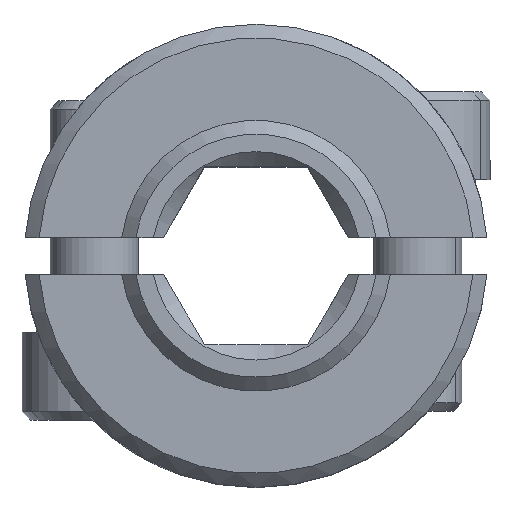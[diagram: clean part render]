
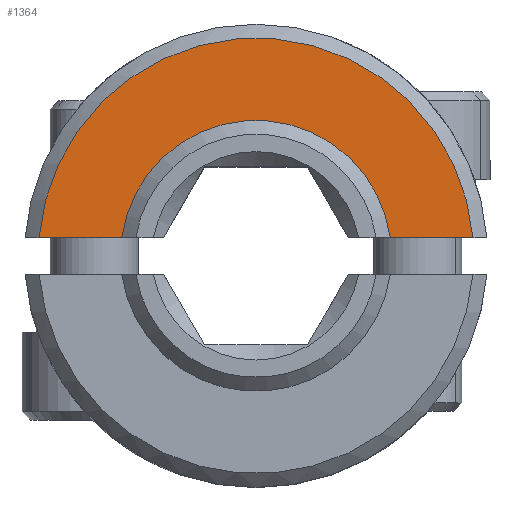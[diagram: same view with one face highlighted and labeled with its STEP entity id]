
A CAD part, top view. The second image highlights one B-rep face of the part: STEP entity #1364.
In plain terms, the highlighted planar face has unit normal (0, 0, 1).
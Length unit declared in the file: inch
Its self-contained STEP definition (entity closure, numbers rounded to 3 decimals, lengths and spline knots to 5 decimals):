
#9 = DIRECTION ( 'NONE',  ( 0., 0., 1. ) ) ;
#36 = AXIS2_PLACEMENT_3D ( 'NONE', #317, #9, #614 ) ;
#103 = CIRCLE ( 'NONE', #270, 0.2925 ) ;
#140 = CARTESIAN_POINT ( 'NONE',  ( -0.46835, 0.03937, 0.47 ) ) ;
#265 = CARTESIAN_POINT ( 'NONE',  ( -0.28984, 0.03937, 0.47 ) ) ;
#270 = AXIS2_PLACEMENT_3D ( 'NONE', #429, #1320, #1634 ) ;
#282 = FACE_OUTER_BOUND ( 'NONE', #1315, .T. ) ;
#303 = CIRCLE ( 'NONE', #36, 0.47 ) ;
#317 = CARTESIAN_POINT ( 'NONE',  ( 0., 0., 0.47 ) ) ;
#429 = CARTESIAN_POINT ( 'NONE',  ( 0., 0., 0.47 ) ) ;
#488 = EDGE_CURVE ( 'NONE', #1150, #1157, #303, .T. ) ;
#489 = ORIENTED_EDGE ( 'NONE', *, *, #1382, .T. ) ;
#560 = DIRECTION ( 'NONE',  ( 1., 0., 0. ) ) ;
#575 = CARTESIAN_POINT ( 'NONE',  ( 0., 0.03937, 0.47 ) ) ;
#614 = DIRECTION ( 'NONE',  ( 1., 0., 0. ) ) ;
#925 = VECTOR ( 'NONE', #1777, 39.37008 ) ;
#1032 = CARTESIAN_POINT ( 'NONE',  ( 0., 0., 0.47 ) ) ;
#1131 = ORIENTED_EDGE ( 'NONE', *, *, #1346, .T. ) ;
#1150 = VERTEX_POINT ( 'NONE', #1930 ) ;
#1157 = VERTEX_POINT ( 'NONE', #140 ) ;
#1178 = ORIENTED_EDGE ( 'NONE', *, *, #488, .T. ) ;
#1196 = PLANE ( 'NONE',  #1298 ) ;
#1298 = AXIS2_PLACEMENT_3D ( 'NONE', #1032, #1615, #560 ) ;
#1307 = VERTEX_POINT ( 'NONE', #1895 ) ;
#1315 = EDGE_LOOP ( 'NONE', ( #1131, #489, #1401, #1178 ) ) ;
#1320 = DIRECTION ( 'NONE',  ( 0., 0., -1. ) ) ;
#1321 = VECTOR ( 'NONE', #1770, 39.37008 ) ;
#1346 = EDGE_CURVE ( 'NONE', #1157, #1660, #1655, .T. ) ;
#1364 = ADVANCED_FACE ( 'NONE', ( #282 ), #1196, .T. ) ;
#1382 = EDGE_CURVE ( 'NONE', #1660, #1307, #103, .T. ) ;
#1401 = ORIENTED_EDGE ( 'NONE', *, *, #1741, .T. ) ;
#1458 = LINE ( 'NONE', #1935, #1321 ) ;
#1615 = DIRECTION ( 'NONE',  ( 0., 0., 1. ) ) ;
#1634 = DIRECTION ( 'NONE',  ( 1., 0., 0. ) ) ;
#1655 = LINE ( 'NONE', #575, #925 ) ;
#1660 = VERTEX_POINT ( 'NONE', #265 ) ;
#1741 = EDGE_CURVE ( 'NONE', #1307, #1150, #1458, .T. ) ;
#1770 = DIRECTION ( 'NONE',  ( 1., 0., 0. ) ) ;
#1777 = DIRECTION ( 'NONE',  ( 1., 0., 0. ) ) ;
#1895 = CARTESIAN_POINT ( 'NONE',  ( 0.28984, 0.03937, 0.47 ) ) ;
#1930 = CARTESIAN_POINT ( 'NONE',  ( 0.46835, 0.03937, 0.47 ) ) ;
#1935 = CARTESIAN_POINT ( 'NONE',  ( 0., 0.03937, 0.47 ) ) ;
